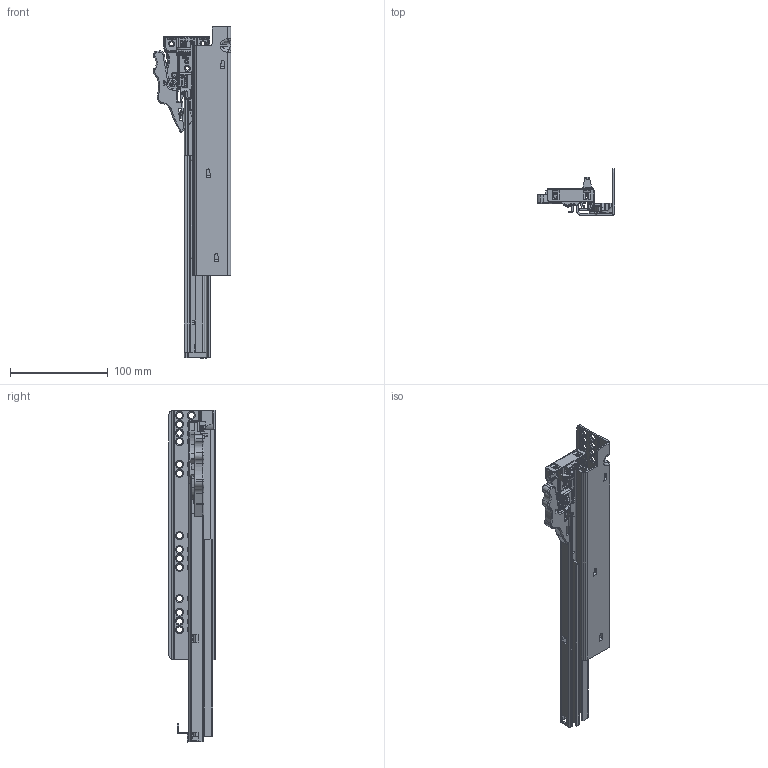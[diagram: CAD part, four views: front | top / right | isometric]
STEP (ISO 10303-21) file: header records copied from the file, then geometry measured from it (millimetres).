
FILE_DESCRIPTION (( 'STEP AP214' ), '1' );
FILE_NAME ('FR_3002.0340mm_13,5inch_closed_right.STEP', '2022-11-02T07:13:21', ( '' ), ( '' ), 'SwSTEP 2.0', 'SolidWorks 2020', '' );
FILE_SCHEMA (( 'AUTOMOTIVE_DESIGN' ));
Length unit declared in the file: millimetre
Products named in the file (29): 3002.340-01 RIGHT.C047; 3002.XXX-03 RIGHT.C047_NL  340; 3002.340-02 RIGHT.C047; 3002.340-03 RIGHT.C047; FR 3XXX ECD DAMPER ROD; FR 3XXX LOCKING HANDLE RIGHT; FR 3XXX L_R ADJUSTMENT THREAD; FR 3XXX ECD HOUSING RIGHT; FR 3XXX HOOK; FR 3XXX METAL PLATE RIGHT; FR 3XXX ECD LATCH RIGHT; FR 3XXX ECD LATCH PIVOT RIGHT; FR 3XXX CLOSE ADJUSTMENT RIGHT; FR 3XXX SLIDER RIGHT; FR 3XXX ECD LONG SPRING RIGHT; FR 3XXX THUMBWHEEL; FR 3XXX PLASTIC HOUSING RIGHT; FR 3XXX.XXX-04 RIGHT; FR 3XXX ECD SHORT SPRING RIGHT; FR 3XXX END CAP RIGHT; FR 3XXX LOCATING BLOCK RIGHT; FR 3XXX HANDLE SCREW; FR_3002.0340mm_13,5inch_closed_right; 3002.XXX-02 RIGHT.C047_NL  340; FR 3XXX HOUSING SCREW; FR 3XXX ECD RIGHT_ECD RIGHT CLOSED; FR 3XXX ECD DAMPER CYLINDER; FR 3XXX ECD PIN; 3002.XXX-01 RIGHT.C047_NL  340 CLOSED
Assembly tree (31 placements, depth 4):
  FR_3002.0340mm_13,5inch_closed_right
    3002.XXX-01 RIGHT.C047_NL  340 CLOSED
      3002.340-01 RIGHT.C047
      FR 3XXX ECD RIGHT_ECD RIGHT CLOSED
        FR 3XXX ECD HOUSING RIGHT
        FR 3XXX ECD SHORT SPRING RIGHT
        FR 3XXX ECD LONG SPRING RIGHT
        FR 3XXX ECD DAMPER CYLINDER
        FR 3XXX ECD DAMPER ROD
        FR 3XXX ECD LATCH PIVOT RIGHT
        FR 3XXX ECD LATCH RIGHT
    3002.XXX-02 RIGHT.C047_NL  340
      3002.340-02 RIGHT.C047
    3002.XXX-03 RIGHT.C047_NL  340
      FR 3XXX END CAP RIGHT
      FR 3XXX HOOK
      FR 3XXX ECD PIN
      3002.340-03 RIGHT.C047
    FR 3XXX.XXX-04 RIGHT
      FR 3XXX METAL PLATE RIGHT
      FR 3XXX L_R ADJUSTMENT THREAD
      FR 3XXX SLIDER RIGHT
      FR 3XXX PLASTIC HOUSING RIGHT
      FR 3XXX HANDLE SCREW
      FR 3XXX CLOSE ADJUSTMENT RIGHT
      FR 3XXX LOCATING BLOCK RIGHT
      FR 3XXX LOCKING HANDLE RIGHT
      FR 3XXX THUMBWHEEL  x2
      FR 3XXX HOUSING SCREW  x3
Bounding box: 79.06 x 47.5 x 339 mm (x, y, z)
Volume: 122413.4 mm3; surface area: 168193.8 mm2
Topology: 26 solids, 26 shells, 4539 faces, 11452 edges, 6818 vertices
Faces by surface type: cylinder 1677, plane 1477, torus 798, bspline 251, cone 180, sphere 156
Entity records: 136906 total; most frequent: CARTESIAN_POINT 37608, DIRECTION 21172, ORIENTED_EDGE 20592, EDGE_CURVE 10296, AXIS2_PLACEMENT_3D 7868, VERTEX_POINT 6251, LINE 5436, VECTOR 5436
